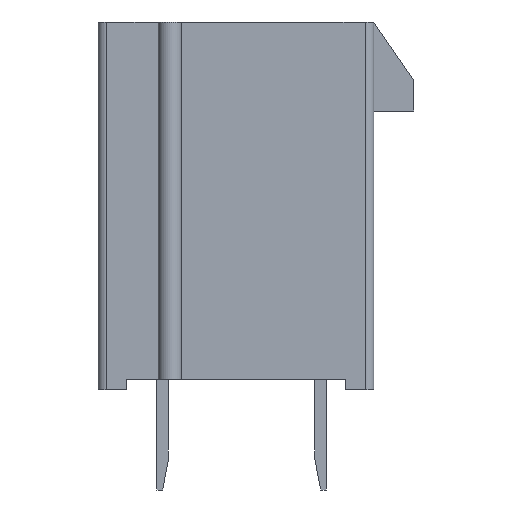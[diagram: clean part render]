
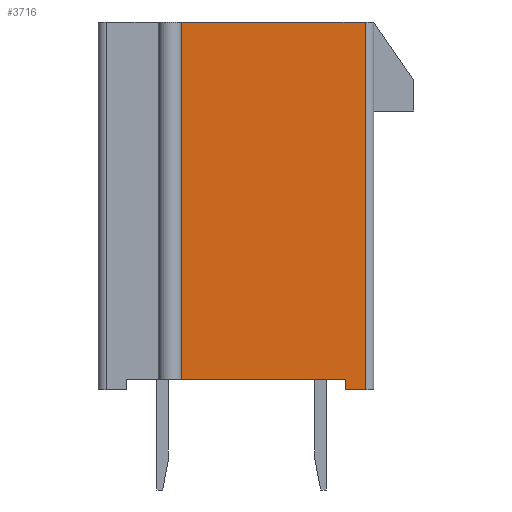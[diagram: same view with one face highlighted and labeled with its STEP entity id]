
A CAD part, left-side view. The second image highlights one B-rep face of the part: STEP entity #3716.
In plain terms, the highlighted planar face has unit normal (-1, 0, 0).
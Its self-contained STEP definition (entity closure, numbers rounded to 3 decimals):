
#14 = VECTOR ( 'NONE', #1765, 1000. ) ;
#184 = DIRECTION ( 'NONE',  ( 1., 0., 0. ) ) ;
#758 = VERTEX_POINT ( 'NONE', #4130 ) ;
#798 = ORIENTED_EDGE ( 'NONE', *, *, #11188, .T. ) ;
#1185 = ORIENTED_EDGE ( 'NONE', *, *, #11508, .T. ) ;
#1316 = ORIENTED_EDGE ( 'NONE', *, *, #11475, .T. ) ;
#1509 = VECTOR ( 'NONE', #6464, 1000. ) ;
#1765 = DIRECTION ( 'NONE',  ( 0., -1., 0. ) ) ;
#2174 = EDGE_CURVE ( 'NONE', #7406, #758, #6078, .T. ) ;
#2303 = VECTOR ( 'NONE', #6764, 1000. ) ;
#2369 = LINE ( 'NONE', #12137, #2303 ) ;
#2411 = CARTESIAN_POINT ( 'NONE',  ( -2.7, -3.6, 0. ) ) ;
#2847 = CARTESIAN_POINT ( 'NONE',  ( -2.7, -4.6, 0.36 ) ) ;
#3361 = EDGE_CURVE ( 'NONE', #7675, #13517, #2369, .T. ) ;
#3523 = CARTESIAN_POINT ( 'NONE',  ( -2.7, -3.6, 0.36 ) ) ;
#3716 = ADVANCED_FACE ( 'NONE', ( #9785 ), #13131, .F. ) ;
#3801 = VECTOR ( 'NONE', #5195, 1000. ) ;
#3907 = CARTESIAN_POINT ( 'NONE',  ( -2.7, -4.6, 0. ) ) ;
#4130 = CARTESIAN_POINT ( 'NONE',  ( -2.7, -4.3, 12.8 ) ) ;
#4402 = ORIENTED_EDGE ( 'NONE', *, *, #6311, .T. ) ;
#5195 = DIRECTION ( 'NONE',  ( 0., 0., 1. ) ) ;
#5255 = AXIS2_PLACEMENT_3D ( 'NONE', #6524, #184, #12875 ) ;
#5344 = CARTESIAN_POINT ( 'NONE',  ( -2.7, -4.3, 0. ) ) ;
#6078 = LINE ( 'NONE', #13626, #6633 ) ;
#6257 = CARTESIAN_POINT ( 'NONE',  ( -2.7, -4.3, 12.8 ) ) ;
#6296 = DIRECTION ( 'NONE',  ( 0., -1., 0. ) ) ;
#6311 = EDGE_CURVE ( 'NONE', #7406, #7259, #11838, .T. ) ;
#6464 = DIRECTION ( 'NONE',  ( 0., 0., -1. ) ) ;
#6524 = CARTESIAN_POINT ( 'NONE',  ( -2.7, -4.6, 12.8 ) ) ;
#6633 = VECTOR ( 'NONE', #6296, 1000. ) ;
#6764 = DIRECTION ( 'NONE',  ( 0., 0., -1. ) ) ;
#7259 = VERTEX_POINT ( 'NONE', #11564 ) ;
#7260 = LINE ( 'NONE', #6257, #3801 ) ;
#7406 = VERTEX_POINT ( 'NONE', #11893 ) ;
#7675 = VERTEX_POINT ( 'NONE', #3523 ) ;
#8166 = DIRECTION ( 'NONE',  ( 0., -1., 0. ) ) ;
#8665 = CARTESIAN_POINT ( 'NONE',  ( -2.7, 2.104, -1.131 ) ) ;
#9575 = LINE ( 'NONE', #3907, #10595 ) ;
#9785 = FACE_OUTER_BOUND ( 'NONE', #13090, .T. ) ;
#10417 = LINE ( 'NONE', #2847, #14 ) ;
#10595 = VECTOR ( 'NONE', #8166, 1000. ) ;
#11188 = EDGE_CURVE ( 'NONE', #11233, #758, #7260, .T. ) ;
#11233 = VERTEX_POINT ( 'NONE', #5344 ) ;
#11475 = EDGE_CURVE ( 'NONE', #13517, #11233, #9575, .T. ) ;
#11508 = EDGE_CURVE ( 'NONE', #7259, #7675, #10417, .T. ) ;
#11564 = CARTESIAN_POINT ( 'NONE',  ( -2.7, 2.104, 0.36 ) ) ;
#11838 = LINE ( 'NONE', #8665, #1509 ) ;
#11893 = CARTESIAN_POINT ( 'NONE',  ( -2.7, 2.104, 12.8 ) ) ;
#12137 = CARTESIAN_POINT ( 'NONE',  ( -2.7, -3.6, 12.8 ) ) ;
#12258 = ORIENTED_EDGE ( 'NONE', *, *, #3361, .T. ) ;
#12608 = ORIENTED_EDGE ( 'NONE', *, *, #2174, .F. ) ;
#12875 = DIRECTION ( 'NONE',  ( 0., 0., -1. ) ) ;
#13090 = EDGE_LOOP ( 'NONE', ( #1316, #798, #12608, #4402, #1185, #12258 ) ) ;
#13131 = PLANE ( 'NONE',  #5255 ) ;
#13517 = VERTEX_POINT ( 'NONE', #2411 ) ;
#13626 = CARTESIAN_POINT ( 'NONE',  ( -2.7, -4.6, 12.8 ) ) ;
